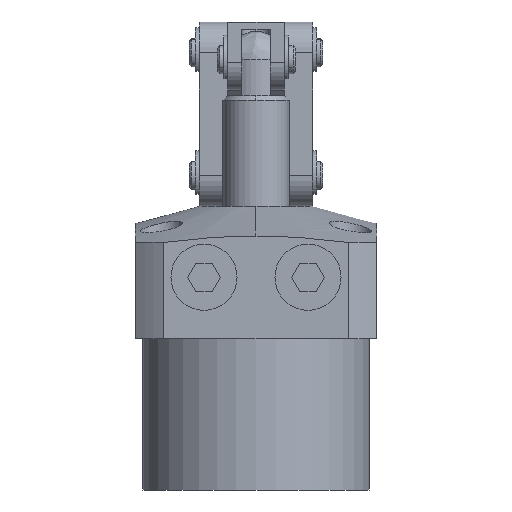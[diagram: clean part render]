
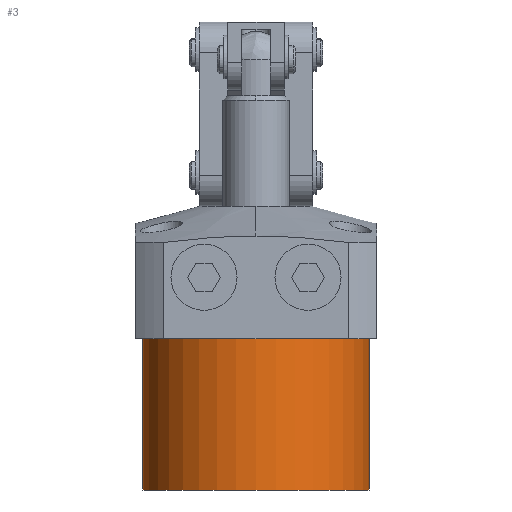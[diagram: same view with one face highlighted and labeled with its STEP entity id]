
A CAD part, left-side view. The second image highlights one B-rep face of the part: STEP entity #3.
In plain terms, the highlighted cylindrical face has radius 24 mm (diameter 48 mm), a partial arc.
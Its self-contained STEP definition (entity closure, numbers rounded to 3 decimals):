
#3 = ADVANCED_FACE ( 'NONE', ( #2988 ), #2808, .T. ) ;
#259 = VERTEX_POINT ( 'NONE', #6177 ) ;
#326 = ORIENTED_EDGE ( 'NONE', *, *, #919, .T. ) ;
#396 = DIRECTION ( 'NONE',  ( 0., 0., -1. ) ) ;
#910 = CARTESIAN_POINT ( 'NONE',  ( 0., 32., -24. ) ) ;
#919 = EDGE_CURVE ( 'NONE', #1499, #6641, #2147, .T. ) ;
#957 = CARTESIAN_POINT ( 'NONE',  ( 0., 0.552, 24. ) ) ;
#996 = CARTESIAN_POINT ( 'NONE',  ( 0., 0.552, 0. ) ) ;
#1247 = EDGE_LOOP ( 'NONE', ( #3924, #3800, #5634, #326 ) ) ;
#1350 = LINE ( 'NONE', #4486, #4241 ) ;
#1499 = VERTEX_POINT ( 'NONE', #6147 ) ;
#1772 = VECTOR ( 'NONE', #5557, 1000. ) ;
#1878 = CARTESIAN_POINT ( 'NONE',  ( 0., 0., 24. ) ) ;
#1948 = LINE ( 'NONE', #957, #1772 ) ;
#2147 = CIRCLE ( 'NONE', #4381, 24. ) ;
#2563 = EDGE_CURVE ( 'NONE', #4051, #1499, #1350, .T. ) ;
#2808 = CYLINDRICAL_SURFACE ( 'NONE', #5393, 24. ) ;
#2988 = FACE_OUTER_BOUND ( 'NONE', #1247, .T. ) ;
#3252 = DIRECTION ( 'NONE',  ( 0., -1., 0. ) ) ;
#3318 = DIRECTION ( 'NONE',  ( 0., -1., 0. ) ) ;
#3378 = DIRECTION ( 'NONE',  ( 0., 0., -1. ) ) ;
#3800 = ORIENTED_EDGE ( 'NONE', *, *, #5086, .T. ) ;
#3924 = ORIENTED_EDGE ( 'NONE', *, *, #6040, .F. ) ;
#3928 = DIRECTION ( 'NONE',  ( 0., -1., 0. ) ) ;
#4051 = VERTEX_POINT ( 'NONE', #910 ) ;
#4241 = VECTOR ( 'NONE', #3928, 1000. ) ;
#4381 = AXIS2_PLACEMENT_3D ( 'NONE', #5503, #4967, #396 ) ;
#4486 = CARTESIAN_POINT ( 'NONE',  ( 0., 0.552, -24. ) ) ;
#4967 = DIRECTION ( 'NONE',  ( 0., 1., 0. ) ) ;
#5086 = EDGE_CURVE ( 'NONE', #259, #4051, #5962, .T. ) ;
#5393 = AXIS2_PLACEMENT_3D ( 'NONE', #996, #3318, #3378 ) ;
#5503 = CARTESIAN_POINT ( 'NONE',  ( 0., 0., 0. ) ) ;
#5557 = DIRECTION ( 'NONE',  ( 0., -1., 0. ) ) ;
#5634 = ORIENTED_EDGE ( 'NONE', *, *, #2563, .T. ) ;
#5962 = CIRCLE ( 'NONE', #6815, 24. ) ;
#6040 = EDGE_CURVE ( 'NONE', #259, #6641, #1948, .T. ) ;
#6147 = CARTESIAN_POINT ( 'NONE',  ( 0., 0., -24. ) ) ;
#6177 = CARTESIAN_POINT ( 'NONE',  ( 0., 32., 24. ) ) ;
#6641 = VERTEX_POINT ( 'NONE', #1878 ) ;
#6661 = CARTESIAN_POINT ( 'NONE',  ( 0., 32., 0. ) ) ;
#6815 = AXIS2_PLACEMENT_3D ( 'NONE', #6661, #3252, #7227 ) ;
#7227 = DIRECTION ( 'NONE',  ( 0., 0., -1. ) ) ;
